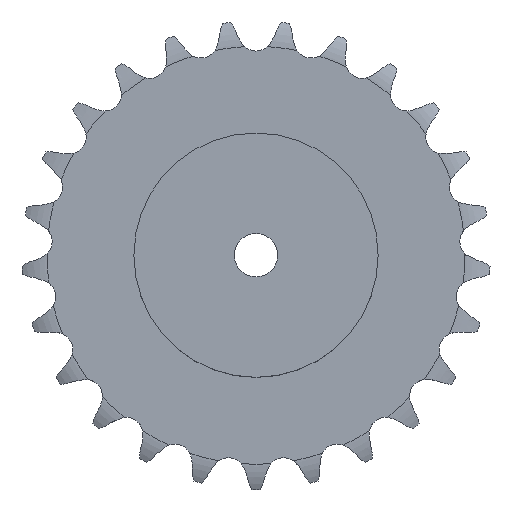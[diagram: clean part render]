
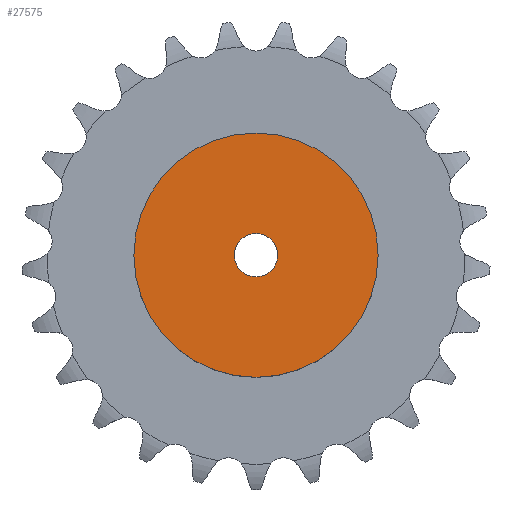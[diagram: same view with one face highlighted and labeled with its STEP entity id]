
A CAD part, top view. The second image highlights one B-rep face of the part: STEP entity #27575.
In plain terms, the highlighted planar face has unit normal (0, 0, 1).
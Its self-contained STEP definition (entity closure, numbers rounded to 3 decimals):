
#3429 = CYLINDRICAL_SURFACE('',#3430,70.);
#3430 = AXIS2_PLACEMENT_3D('',#3431,#3432,#3433);
#3431 = CARTESIAN_POINT('',(0.,0.,0.));
#3432 = DIRECTION('',(-0.,-0.,-1.));
#3433 = DIRECTION('',(1.,0.,0.));
#17482 = VERTEX_POINT('',#17483);
#17483 = CARTESIAN_POINT('',(70.,0.,55.));
#17504 = EDGE_CURVE('',#17482,#17482,#17505,.T.);
#17505 = SURFACE_CURVE('',#17506,(#17511,#17518),.PCURVE_S1.);
#17506 = CIRCLE('',#17507,70.);
#17507 = AXIS2_PLACEMENT_3D('',#17508,#17509,#17510);
#17508 = CARTESIAN_POINT('',(0.,0.,55.));
#17509 = DIRECTION('',(0.,0.,1.));
#17510 = DIRECTION('',(1.,0.,0.));
#17511 = PCURVE('',#3429,#17512);
#17512 = DEFINITIONAL_REPRESENTATION('',(#17513),#17517);
#17513 = LINE('',#17514,#17515);
#17514 = CARTESIAN_POINT('',(-0.,-55.));
#17515 = VECTOR('',#17516,1.);
#17516 = DIRECTION('',(-1.,0.));
#17517 = ( GEOMETRIC_REPRESENTATION_CONTEXT(2) 
PARAMETRIC_REPRESENTATION_CONTEXT() REPRESENTATION_CONTEXT('2D SPACE',''
  ) );
#17518 = PCURVE('',#17519,#17524);
#17519 = PLANE('',#17520);
#17520 = AXIS2_PLACEMENT_3D('',#17521,#17522,#17523);
#17521 = CARTESIAN_POINT('',(0.,0.,55.)
  );
#17522 = DIRECTION('',(0.,0.,1.));
#17523 = DIRECTION('',(1.,0.,0.));
#17524 = DEFINITIONAL_REPRESENTATION('',(#17525),#17529);
#17525 = CIRCLE('',#17526,70.);
#17526 = AXIS2_PLACEMENT_2D('',#17527,#17528);
#17527 = CARTESIAN_POINT('',(0.,0.));
#17528 = DIRECTION('',(1.,0.));
#17529 = ( GEOMETRIC_REPRESENTATION_CONTEXT(2) 
PARAMETRIC_REPRESENTATION_CONTEXT() REPRESENTATION_CONTEXT('2D SPACE',''
  ) );
#23508 = CYLINDRICAL_SURFACE('',#23509,12.5);
#23509 = AXIS2_PLACEMENT_3D('',#23510,#23511,#23512);
#23510 = CARTESIAN_POINT('',(0.,0.,411.488));
#23511 = DIRECTION('',(0.,0.,1.));
#23512 = DIRECTION('',(1.,0.,0.));
#27575 = ADVANCED_FACE('',(#27576,#27579),#17519,.T.);
#27576 = FACE_BOUND('',#27577,.T.);
#27577 = EDGE_LOOP('',(#27578));
#27578 = ORIENTED_EDGE('',*,*,#17504,.T.);
#27579 = FACE_BOUND('',#27580,.T.);
#27580 = EDGE_LOOP('',(#27581));
#27581 = ORIENTED_EDGE('',*,*,#27582,.F.);
#27582 = EDGE_CURVE('',#27583,#27583,#27585,.T.);
#27583 = VERTEX_POINT('',#27584);
#27584 = CARTESIAN_POINT('',(12.5,0.,55.));
#27585 = SURFACE_CURVE('',#27586,(#27591,#27598),.PCURVE_S1.);
#27586 = CIRCLE('',#27587,12.5);
#27587 = AXIS2_PLACEMENT_3D('',#27588,#27589,#27590);
#27588 = CARTESIAN_POINT('',(0.,0.,55.));
#27589 = DIRECTION('',(0.,0.,1.));
#27590 = DIRECTION('',(1.,0.,0.));
#27591 = PCURVE('',#17519,#27592);
#27592 = DEFINITIONAL_REPRESENTATION('',(#27593),#27597);
#27593 = CIRCLE('',#27594,12.5);
#27594 = AXIS2_PLACEMENT_2D('',#27595,#27596);
#27595 = CARTESIAN_POINT('',(0.,0.));
#27596 = DIRECTION('',(1.,0.));
#27597 = ( GEOMETRIC_REPRESENTATION_CONTEXT(2) 
PARAMETRIC_REPRESENTATION_CONTEXT() REPRESENTATION_CONTEXT('2D SPACE',''
  ) );
#27598 = PCURVE('',#23508,#27599);
#27599 = DEFINITIONAL_REPRESENTATION('',(#27600),#27604);
#27600 = LINE('',#27601,#27602);
#27601 = CARTESIAN_POINT('',(0.,-356.488));
#27602 = VECTOR('',#27603,1.);
#27603 = DIRECTION('',(1.,0.));
#27604 = ( GEOMETRIC_REPRESENTATION_CONTEXT(2) 
PARAMETRIC_REPRESENTATION_CONTEXT() REPRESENTATION_CONTEXT('2D SPACE',''
  ) );
